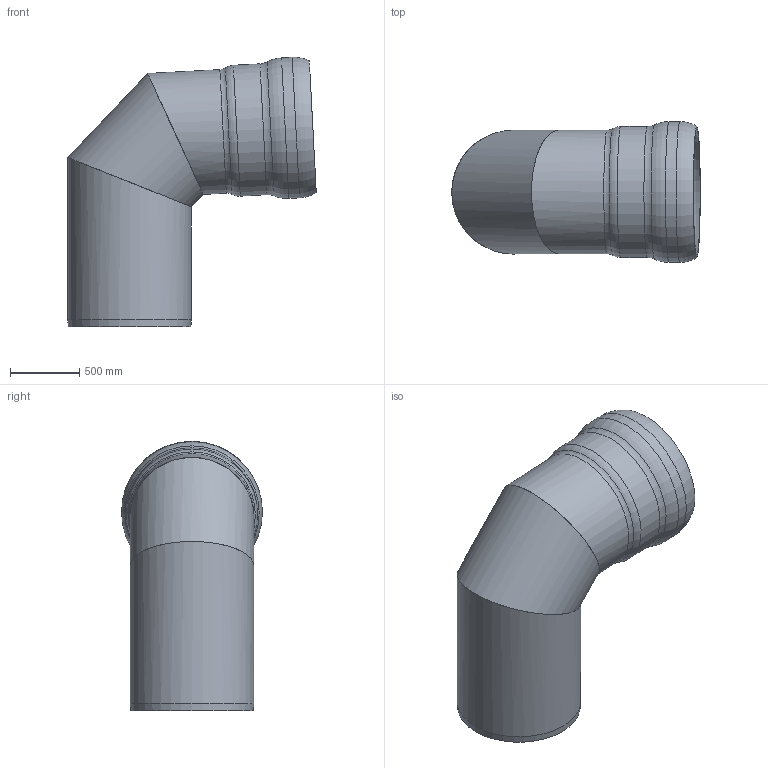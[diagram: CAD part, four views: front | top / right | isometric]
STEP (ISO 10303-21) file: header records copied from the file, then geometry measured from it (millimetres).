
FILE_DESCRIPTION(/* description */ (''),/* implementation_level */ '2;1');
FILE_NAME(/* name */ '5.350.080C_3D.stp',/* time_stamp */ '2024-12-11T11:53:25+01:00',/* author */ ('CAD'),/* organization */ (''),/* preprocessor_version */ 'ST-DEVELOPER v20',/* originating_system */ 'AutoCAD Mechanical',/* authorisation */ '');
FILE_SCHEMA (('AUTOMOTIVE_DESIGN { 1 0 10303 214 3 1 1 }'));
Length unit declared in the file: centimetre
Products named in the file (1): Product
Bounding box: 1787.98 x 1013 x 1938.51 mm (x, y, z)
Volume: 106467526 mm3; surface area: 14465529.6 mm2
Topology: 3 solids, 3 shells, 28 faces, 60 edges, 38 vertices
Faces by surface type: cylinder 10, torus 10, plane 6, cone 2
Full cylindrical faces by diameter (mm): 860 x3, 890 x3, 913 x1, 943 x1, 983 x1, 1013 x1
Entity records: 817 total; most frequent: DIRECTION 166, CARTESIAN_POINT 127, ORIENTED_EDGE 120, AXIS2_PLACEMENT_3D 77, EDGE_CURVE 60, CIRCLE 40, VERTEX_POINT 38, EDGE_LOOP 34
